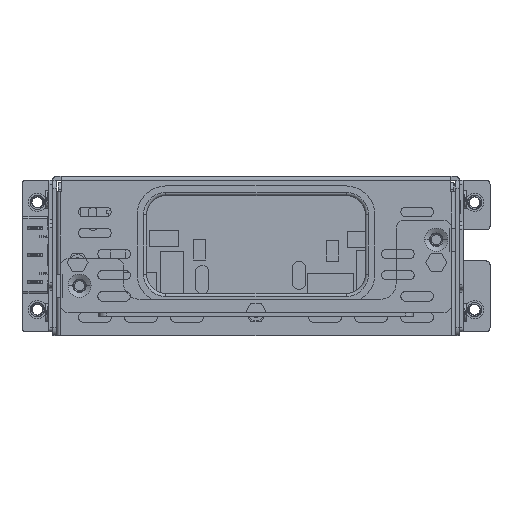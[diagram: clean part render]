
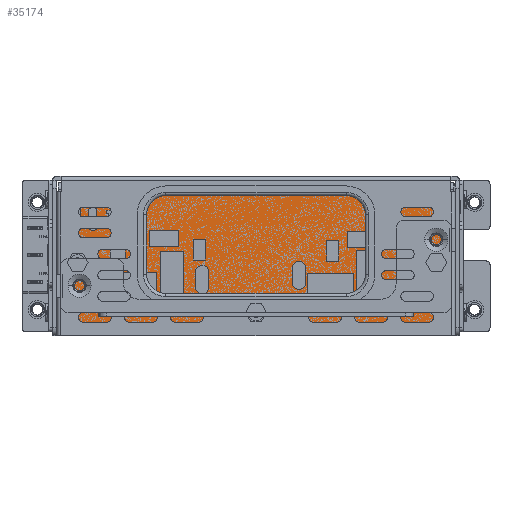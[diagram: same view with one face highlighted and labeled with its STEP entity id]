
A CAD part, front view. The second image highlights one B-rep face of the part: STEP entity #35174.
In plain terms, the highlighted face is planar.
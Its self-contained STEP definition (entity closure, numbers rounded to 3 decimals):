
#34895=CARTESIAN_POINT('',(50.,32.,-1.6));
#34896=DIRECTION('',(0.,0.,-1.));
#34897=DIRECTION('',(1.,0.,0.));
#34898=AXIS2_PLACEMENT_3D('',#34895,#34896,#34897);
#34900=CARTESIAN_POINT('',(50.,32.,-1.6));
#34901=DIRECTION('',(0.,0.,-1.));
#34902=DIRECTION('',(-1.,0.,0.));
#34903=AXIS2_PLACEMENT_3D('',#34900,#34901,#34902);
#34905=CARTESIAN_POINT('',(97.,19.,-1.6));
#34906=DIRECTION('',(0.,0.,-1.));
#34907=DIRECTION('',(1.,0.,0.));
#34908=AXIS2_PLACEMENT_3D('',#34905,#34906,#34907);
#34910=CARTESIAN_POINT('',(97.,19.,-1.6));
#34911=DIRECTION('',(0.,0.,-1.));
#34912=DIRECTION('',(-1.,0.,0.));
#34913=AXIS2_PLACEMENT_3D('',#34910,#34911,#34912);
#34915=CARTESIAN_POINT('',(3.5,19.,-1.6));
#34916=DIRECTION('',(0.,0.,-1.));
#34917=DIRECTION('',(1.,0.,0.));
#34918=AXIS2_PLACEMENT_3D('',#34915,#34916,#34917);
#34920=CARTESIAN_POINT('',(3.5,19.,-1.6));
#34921=DIRECTION('',(0.,0.,-1.));
#34922=DIRECTION('',(-1.,0.,0.));
#34923=AXIS2_PLACEMENT_3D('',#34920,#34921,#34922);
#34925=DIRECTION('',(0.,1.,0.));
#34926=VECTOR('',#34925,35.5);
#34927=CARTESIAN_POINT('',(100.5,1.,-1.6));
#34928=LINE('',#34927,#34926);
#34929=CARTESIAN_POINT('',(99.5,36.5,-1.6));
#34930=DIRECTION('',(0.,0.,1.));
#34931=DIRECTION('',(1.,0.,0.));
#34932=AXIS2_PLACEMENT_3D('',#34929,#34930,#34931);
#34934=DIRECTION('',(-1.,0.,0.));
#34935=VECTOR('',#34934,98.5);
#34936=CARTESIAN_POINT('',(99.5,37.5,-1.6));
#34937=LINE('',#34936,#34935);
#34938=CARTESIAN_POINT('',(1.,36.5,-1.6));
#34939=DIRECTION('',(0.,0.,1.));
#34940=DIRECTION('',(0.,1.,0.));
#34941=AXIS2_PLACEMENT_3D('',#34938,#34939,#34940);
#34943=DIRECTION('',(0.,-1.,0.));
#34944=VECTOR('',#34943,35.5);
#34945=CARTESIAN_POINT('',(0.,36.5,-1.6));
#34946=LINE('',#34945,#34944);
#34947=CARTESIAN_POINT('',(1.,1.,-1.6));
#34948=DIRECTION('',(0.,0.,1.));
#34949=DIRECTION('',(-1.,0.,0.));
#34950=AXIS2_PLACEMENT_3D('',#34947,#34948,#34949);
#34952=DIRECTION('',(1.,0.,0.));
#34953=VECTOR('',#34952,98.5);
#34954=CARTESIAN_POINT('',(1.,0.,-1.6));
#34955=LINE('',#34954,#34953);
#34956=CARTESIAN_POINT('',(99.5,1.,-1.6));
#34957=DIRECTION('',(0.,0.,1.));
#34958=DIRECTION('',(0.,-1.,0.));
#34959=AXIS2_PLACEMENT_3D('',#34956,#34957,#34958);
#35037=CARTESIAN_POINT('',(51.6,32.,-1.6));
#35038=CARTESIAN_POINT('',(48.4,32.,-1.6));
#35039=VERTEX_POINT('',#35037);
#35040=VERTEX_POINT('',#35038);
#35041=CARTESIAN_POINT('',(98.6,19.,-1.6));
#35042=CARTESIAN_POINT('',(95.4,19.,-1.6));
#35043=VERTEX_POINT('',#35041);
#35044=VERTEX_POINT('',#35042);
#35045=CARTESIAN_POINT('',(5.1,19.,-1.6));
#35046=CARTESIAN_POINT('',(1.9,19.,-1.6));
#35047=VERTEX_POINT('',#35045);
#35048=VERTEX_POINT('',#35046);
#35049=CARTESIAN_POINT('',(100.5,1.,-1.6));
#35050=CARTESIAN_POINT('',(100.5,36.5,-1.6));
#35051=VERTEX_POINT('',#35049);
#35052=VERTEX_POINT('',#35050);
#35053=CARTESIAN_POINT('',(99.5,37.5,-1.6));
#35054=VERTEX_POINT('',#35053);
#35055=CARTESIAN_POINT('',(1.,37.5,-1.6));
#35056=VERTEX_POINT('',#35055);
#35057=CARTESIAN_POINT('',(0.,36.5,-1.6));
#35058=VERTEX_POINT('',#35057);
#35059=CARTESIAN_POINT('',(0.,1.,-1.6));
#35060=VERTEX_POINT('',#35059);
#35061=CARTESIAN_POINT('',(1.,0.,-1.6));
#35062=VERTEX_POINT('',#35061);
#35063=CARTESIAN_POINT('',(99.5,0.,-1.6));
#35064=VERTEX_POINT('',#35063);
#35135=CARTESIAN_POINT('',(0.,0.,-1.6));
#35136=DIRECTION('',(0.,0.,1.));
#35137=DIRECTION('',(1.,0.,0.));
#35138=AXIS2_PLACEMENT_3D('',#35135,#35136,#35137);
#35139=PLANE('',#35138);
#35141=ORIENTED_EDGE('',*,*,#35140,.T.);
#35143=ORIENTED_EDGE('',*,*,#35142,.T.);
#35145=ORIENTED_EDGE('',*,*,#35144,.T.);
#35147=ORIENTED_EDGE('',*,*,#35146,.T.);
#35149=ORIENTED_EDGE('',*,*,#35148,.T.);
#35151=ORIENTED_EDGE('',*,*,#35150,.T.);
#35153=ORIENTED_EDGE('',*,*,#35152,.T.);
#35155=ORIENTED_EDGE('',*,*,#35154,.T.);
#35156=EDGE_LOOP('',(#35141,#35143,#35145,#35147,#35149,#35151,#35153,#35155));
#35157=FACE_OUTER_BOUND('',#35156,.F.);
#35159=ORIENTED_EDGE('',*,*,#35158,.T.);
#35161=ORIENTED_EDGE('',*,*,#35160,.T.);
#35162=EDGE_LOOP('',(#35159,#35161));
#35163=FACE_BOUND('',#35162,.F.);
#35165=ORIENTED_EDGE('',*,*,#35164,.T.);
#35167=ORIENTED_EDGE('',*,*,#35166,.T.);
#35168=EDGE_LOOP('',(#35165,#35167));
#35169=FACE_BOUND('',#35168,.F.);
#35170=ORIENTED_EDGE('',*,*,#35115,.T.);
#35171=ORIENTED_EDGE('',*,*,#35129,.T.);
#35172=EDGE_LOOP('',(#35170,#35171));
#35173=FACE_BOUND('',#35172,.F.);
#35174=ADVANCED_FACE('',(#35157,#35163,#35169,#35173),#35139,.F.);
#34899=CIRCLE('',#34898,1.6);
#34904=CIRCLE('',#34903,1.6);
#34909=CIRCLE('',#34908,1.6);
#34914=CIRCLE('',#34913,1.6);
#34919=CIRCLE('',#34918,1.6);
#34924=CIRCLE('',#34923,1.6);
#34933=CIRCLE('',#34932,1.);
#34942=CIRCLE('',#34941,1.);
#34951=CIRCLE('',#34950,1.);
#34960=CIRCLE('',#34959,1.);
#35115=EDGE_CURVE('',#35039,#35040,#34899,.T.);
#35129=EDGE_CURVE('',#35040,#35039,#34904,.T.);
#35140=EDGE_CURVE('',#35051,#35052,#34928,.T.);
#35142=EDGE_CURVE('',#35052,#35054,#34933,.T.);
#35144=EDGE_CURVE('',#35054,#35056,#34937,.T.);
#35146=EDGE_CURVE('',#35056,#35058,#34942,.T.);
#35148=EDGE_CURVE('',#35058,#35060,#34946,.T.);
#35150=EDGE_CURVE('',#35060,#35062,#34951,.T.);
#35152=EDGE_CURVE('',#35062,#35064,#34955,.T.);
#35154=EDGE_CURVE('',#35064,#35051,#34960,.T.);
#35158=EDGE_CURVE('',#35043,#35044,#34909,.T.);
#35160=EDGE_CURVE('',#35044,#35043,#34914,.T.);
#35164=EDGE_CURVE('',#35047,#35048,#34919,.T.);
#35166=EDGE_CURVE('',#35048,#35047,#34924,.T.);
